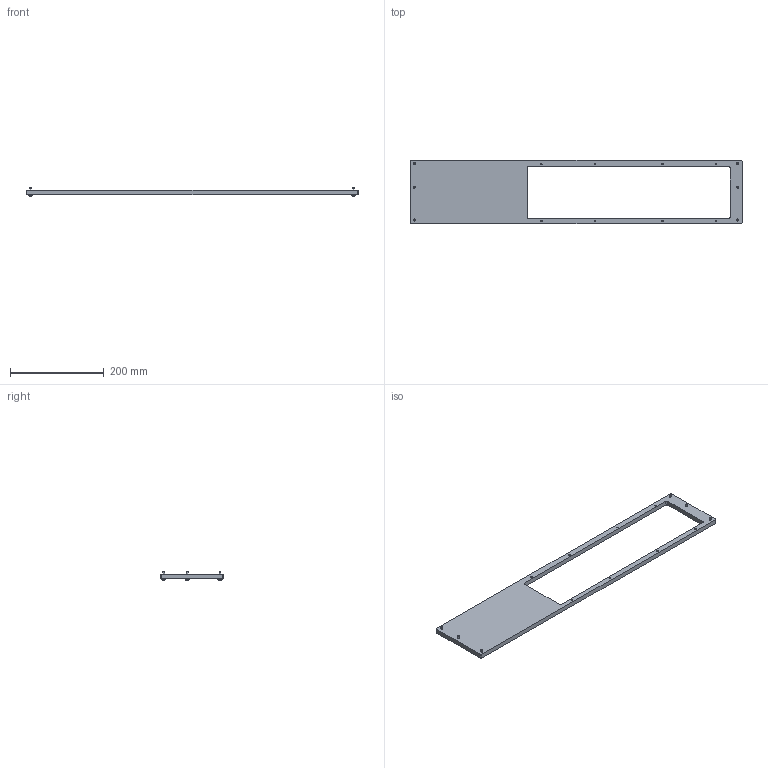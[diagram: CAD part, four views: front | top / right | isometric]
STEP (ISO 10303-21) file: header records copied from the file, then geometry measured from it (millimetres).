
FILE_DESCRIPTION (( 'STEP AP214' ), '1' );
FILE_NAME ('INGUN_114026.STEP', '2022-10-19T07:06:33', ( '' ), ( '' ), 'SwSTEP 2.0', 'SolidWorks 2021', '' );
FILE_SCHEMA (( 'AUTOMOTIVE_DESIGN' ));
Length unit declared in the file: millimetre
Products named in the file (4): INGUN_114026; ISO7380~n_M04,0x016; DIN125~n_04,3 M04,0; 114027~0
Assembly tree (13 placements, depth 2):
  INGUN_114026
    114027~0
    DIN125~n_04,3 M04,0  x6
    ISO7380~n_M04,0x016  x6
Bounding box: 707 x 135.5 x 18.2 mm (x, y, z)
Volume: 478622.6 mm3; surface area: 127446.5 mm2
Topology: 13 solids, 13 shells, 256 faces, 630 edges, 412 vertices
Faces by surface type: cylinder 182, plane 50, cone 12, torus 12
Entity records: 3051 total; most frequent: DIRECTION 529, CARTESIAN_POINT 454, ORIENTED_EDGE 430, AXIS2_PLACEMENT_3D 217, EDGE_CURVE 215, VERTEX_POINT 142, CIRCLE 120, EDGE_LOOP 115
